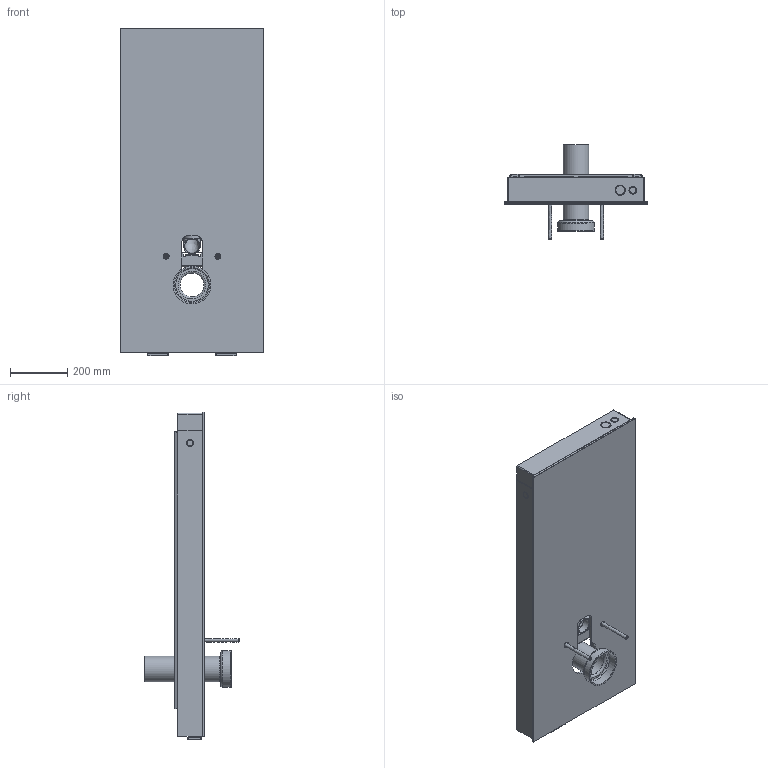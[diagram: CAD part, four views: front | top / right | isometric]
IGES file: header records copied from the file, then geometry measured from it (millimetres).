
Global section: file name: 131.231.SI.7; native system: Autodesk Inventor 2023; preprocessor: unknown; author: JANAN; date: 20230104.094203; units: millimetre
Bounding box: 500.5 x 328 x 1142 mm (x, y, z)
Volume: 9850732.4 mm3; surface area: 4311534 mm2
Topology: 18 solids, 18 shells, 1023 faces, 2695 edges, 1711 vertices
Faces by surface type: bspline 1023
